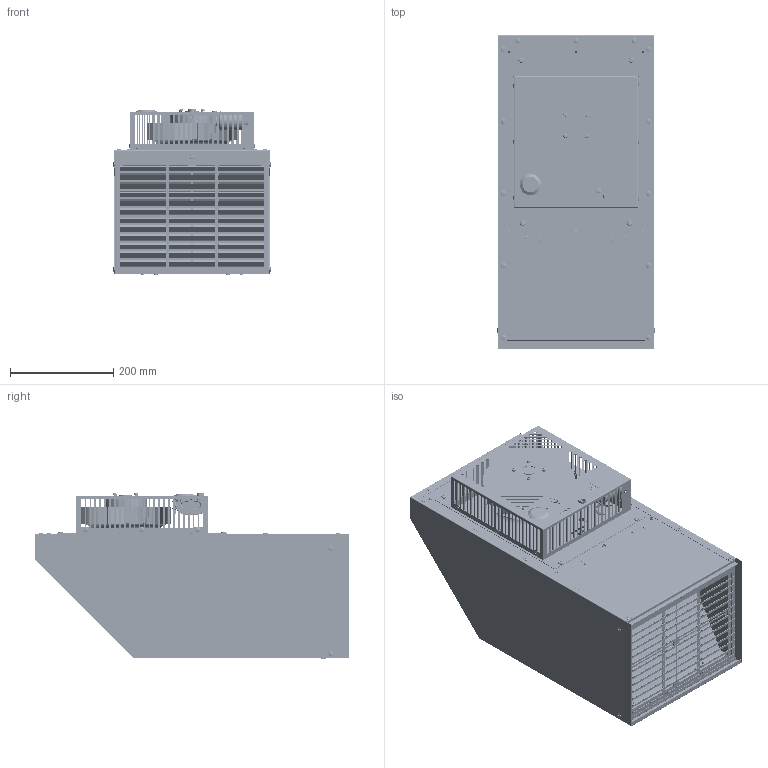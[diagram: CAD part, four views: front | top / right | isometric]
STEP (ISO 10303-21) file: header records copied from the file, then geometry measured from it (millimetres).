
FILE_DESCRIPTION (( 'STEP AP203' ), '1' );
FILE_NAME ('KNP180FL.STEP', '2024-11-15T17:17:15', ( '' ), ( '' ), 'SwSTEP 2.0', 'SolidWorks 2024', '' );
FILE_SCHEMA (( 'CONFIG_CONTROL_DESIGN' ));
Length unit declared in the file: inch
Products named in the file (36): 0194-92-03; KNP180FL; 3265-00-05P; 3265-00-04P; 0451-49_92750A310; 0617-01; 3267-00-12GLV; 3265-00-29GLV; 0430-03_91102A735; 0387-16; 3265-00-15; 0450-01; 3265-00-16; 0912-13; 0615-16-01; 3265-00-10GLV; 0601-06_0601-06; 3265-00-28GLV; 0387-14; 0643-05; 0434-38; 0438-02; 3265-00-05GLV; 970-440-06; 9148-02; 0194-92; 3265-00-30GLV; 3265-00-02GLV; 0912-15; 0615-16_0615-16; 0407-04_90675A195; 3265-00-03GLV; 0452-05
Assembly tree (84 placements, depth 4):
  KNP180FL
    3265-00-16
      3267-00-12GLV
        3267-00-12GLV
        0434-38  x10
      3265-00-02GLV  x2
      3265-00-30GLV
        3265-00-28GLV
        3265-00-29GLV
      3265-00-04P
        3265-00-04P
        0434-38
      3265-00-05P
        3265-00-05GLV
      0387-14  x8
      0387-16  x17
      0451-49_92750A310
    3265-00-15
      3265-00-03GLV
        3265-00-03GLV
        0438-02  x2
      970-440-06
      0452-05
      0601-06_0601-06
      0194-92-03
        0194-92
      0615-16-01  x4
        0615-16_0615-16
        0430-03_91102A735
      0912-13  x2
      3265-00-10GLV
      0912-15
      0617-01
      0407-04_90675A195  x2
      0450-01
      0387-16  x7
    0451-49_92750A310  x4
  0643-05
  9148-02
Bounding box: 305.31 x 606.88 x 321.34 mm (x, y, z)
Volume: 1420013.3 mm3; surface area: 2261230 mm2
Topology: 78 solids, 78 shells, 4438 faces, 11415 edges, 7284 vertices
Faces by surface type: plane 1943, cylinder 1599, bspline 451, cone 285, torus 158, sphere 2
Entity records: 100158 total; most frequent: CARTESIAN_POINT 29696, ORIENTED_EDGE 14254, DIRECTION 12496, EDGE_CURVE 7127, VECTOR 4832, LINE 4832, VERTEX_POINT 4546, AXIS2_PLACEMENT_3D 3832
